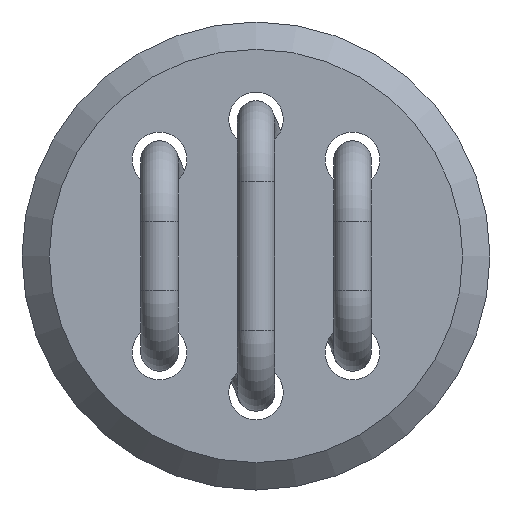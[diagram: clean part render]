
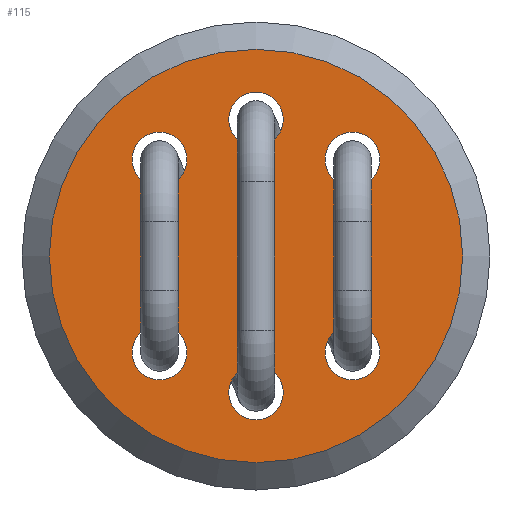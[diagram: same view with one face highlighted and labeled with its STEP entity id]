
A CAD part, left-side view. The second image highlights one B-rep face of the part: STEP entity #115.
In plain terms, the highlighted planar face has unit normal (-1, 0, 0).
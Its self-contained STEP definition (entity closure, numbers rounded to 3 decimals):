
#115 = ADVANCED_FACE( '', ( #257, #258, #259, #260, #261, #262, #263 ), #264, .T. );
#257 = FACE_OUTER_BOUND( '', #414, .T. );
#258 = FACE_BOUND( '', #415, .T. );
#259 = FACE_BOUND( '', #416, .T. );
#260 = FACE_BOUND( '', #417, .T. );
#261 = FACE_BOUND( '', #418, .T. );
#262 = FACE_BOUND( '', #419, .T. );
#263 = FACE_BOUND( '', #420, .T. );
#264 = PLANE( '', #421 );
#414 = EDGE_LOOP( '', ( #607 ) );
#415 = EDGE_LOOP( '', ( #608 ) );
#416 = EDGE_LOOP( '', ( #609 ) );
#417 = EDGE_LOOP( '', ( #610 ) );
#418 = EDGE_LOOP( '', ( #611 ) );
#419 = EDGE_LOOP( '', ( #612 ) );
#420 = EDGE_LOOP( '', ( #613 ) );
#421 = AXIS2_PLACEMENT_3D( '', #614, #615, #616 );
#607 = ORIENTED_EDGE( '', *, *, #682, .T. );
#608 = ORIENTED_EDGE( '', *, *, #680, .T. );
#609 = ORIENTED_EDGE( '', *, *, #709, .F. );
#610 = ORIENTED_EDGE( '', *, *, #674, .F. );
#611 = ORIENTED_EDGE( '', *, *, #729, .T. );
#612 = ORIENTED_EDGE( '', *, *, #730, .F. );
#613 = ORIENTED_EDGE( '', *, *, #722, .T. );
#614 = CARTESIAN_POINT( '', ( -5., 0., 0. ) );
#615 = DIRECTION( '', ( -1., 0., 0. ) );
#616 = DIRECTION( '', ( 0., -1., 0. ) );
#674 = EDGE_CURVE( '', #749, #749, #750, .T. );
#680 = EDGE_CURVE( '', #759, #759, #760, .F. );
#682 = EDGE_CURVE( '', #762, #762, #763, .T. );
#709 = EDGE_CURVE( '', #805, #805, #806, .T. );
#722 = EDGE_CURVE( '', #825, #825, #826, .F. );
#729 = EDGE_CURVE( '', #836, #836, #837, .F. );
#730 = EDGE_CURVE( '', #838, #838, #839, .T. );
#749 = VERTEX_POINT( '', #859 );
#750 = CIRCLE( '', #860, 0.35 );
#759 = VERTEX_POINT( '', #869 );
#760 = CIRCLE( '', #870, 0.35 );
#762 = VERTEX_POINT( '', #872 );
#763 = CIRCLE( '', #873, 2.65 );
#805 = VERTEX_POINT( '', #915 );
#806 = CIRCLE( '', #916, 0.35 );
#825 = VERTEX_POINT( '', #935 );
#826 = CIRCLE( '', #936, 0.35 );
#836 = VERTEX_POINT( '', #946 );
#837 = CIRCLE( '', #947, 0.35 );
#838 = VERTEX_POINT( '', #948 );
#839 = CIRCLE( '', #949, 0.35 );
#859 = CARTESIAN_POINT( '', ( -5., -0.35, -1.75 ) );
#860 = AXIS2_PLACEMENT_3D( '', #970, #971, #972 );
#869 = CARTESIAN_POINT( '', ( -5., 0.887, -1.237 ) );
#870 = AXIS2_PLACEMENT_3D( '', #982, #983, #984 );
#872 = CARTESIAN_POINT( '', ( -5., -2.65, 0. ) );
#873 = AXIS2_PLACEMENT_3D( '', #985, #986, #987 );
#915 = CARTESIAN_POINT( '', ( -5., 0.887, 1.237 ) );
#916 = AXIS2_PLACEMENT_3D( '', #1033, #1034, #1035 );
#935 = CARTESIAN_POINT( '', ( -5., -1.587, 1.237 ) );
#936 = AXIS2_PLACEMENT_3D( '', #1054, #1055, #1056 );
#946 = CARTESIAN_POINT( '', ( -5., -0.35, 1.75 ) );
#947 = AXIS2_PLACEMENT_3D( '', #1066, #1067, #1068 );
#948 = CARTESIAN_POINT( '', ( -5., -1.587, -1.237 ) );
#949 = AXIS2_PLACEMENT_3D( '', #1069, #1070, #1071 );
#970 = CARTESIAN_POINT( '', ( -5., 0., -1.75 ) );
#971 = DIRECTION( '', ( -1., 0., 0. ) );
#972 = DIRECTION( '', ( 0., -1., 0. ) );
#982 = CARTESIAN_POINT( '', ( -5., 1.237, -1.237 ) );
#983 = DIRECTION( '', ( -1., 0., 0. ) );
#984 = DIRECTION( '', ( 0., -1., 0. ) );
#985 = CARTESIAN_POINT( '', ( -5., 0., 0. ) );
#986 = DIRECTION( '', ( -1., 0., 0. ) );
#987 = DIRECTION( '', ( 0., -1., 0. ) );
#1033 = CARTESIAN_POINT( '', ( -5., 1.237, 1.237 ) );
#1034 = DIRECTION( '', ( -1., 0., 0. ) );
#1035 = DIRECTION( '', ( 0., -1., 0. ) );
#1054 = CARTESIAN_POINT( '', ( -5., -1.237, 1.237 ) );
#1055 = DIRECTION( '', ( -1., 0., 0. ) );
#1056 = DIRECTION( '', ( 0., -1., 0. ) );
#1066 = CARTESIAN_POINT( '', ( -5., 0., 1.75 ) );
#1067 = DIRECTION( '', ( -1., 0., 0. ) );
#1068 = DIRECTION( '', ( 0., -1., 0. ) );
#1069 = CARTESIAN_POINT( '', ( -5., -1.237, -1.237 ) );
#1070 = DIRECTION( '', ( -1., 0., 0. ) );
#1071 = DIRECTION( '', ( 0., -1., 0. ) );
